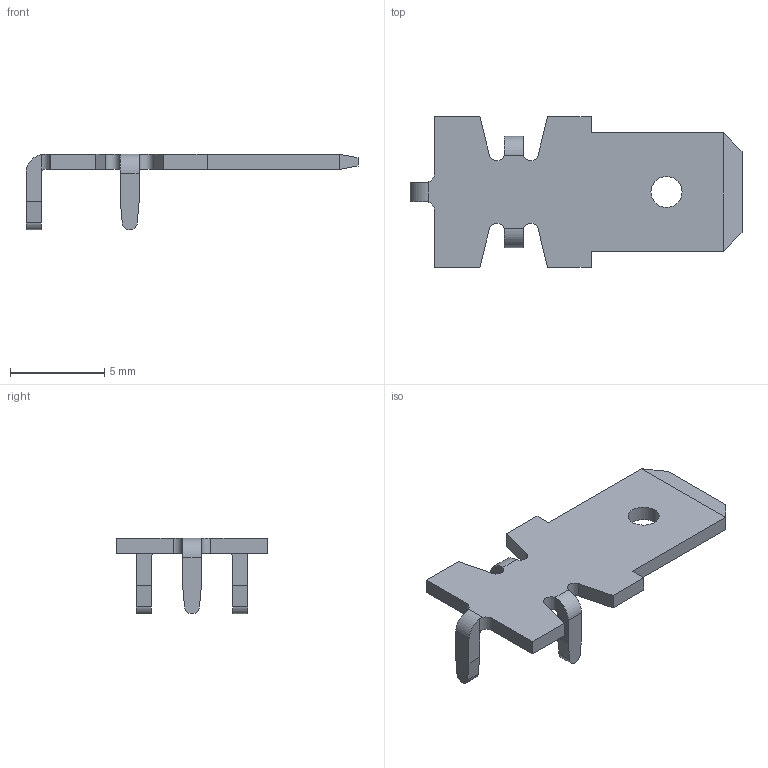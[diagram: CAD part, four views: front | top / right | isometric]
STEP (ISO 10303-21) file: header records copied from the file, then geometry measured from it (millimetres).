
FILE_DESCRIPTION(/* description */ (''),/* implementation_level */ '2;1');
FILE_NAME(/* name */ 'VOGT_3867p.68.stp',/* time_stamp */ '2016-10-05T11:42:43+02:00',/* author */ ('riccim'),/* organization */ ('SolidWorks'),/* preprocessor_version */ 'ST-DEVELOPER v15.5',/* originating_system */ 'AutoCAD Mechanical',/* authorisation */ ' ');
FILE_SCHEMA (('AUTOMOTIVE_DESIGN { 1 0 10303 214 3 1 1 }'));
Length unit declared in the file: millimetre
Products named in the file (2): 3867p.60; Product
Bounding box: 17.6 x 8 x 4 mm (x, y, z)
Volume: 88.5 mm3; surface area: 287.6 mm2
Topology: 1 solids, 1 shells, 55 faces, 153 edges, 100 vertices
Faces by surface type: plane 39, cylinder 16
Full cylindrical faces by diameter (mm): 1.65 x1
Entity records: 1848 total; most frequent: CARTESIAN_POINT 382, ORIENTED_EDGE 304, DIRECTION 286, EDGE_CURVE 152, LINE 110, VECTOR 110, VERTEX_POINT 100, AXIS2_PLACEMENT_3D 88
